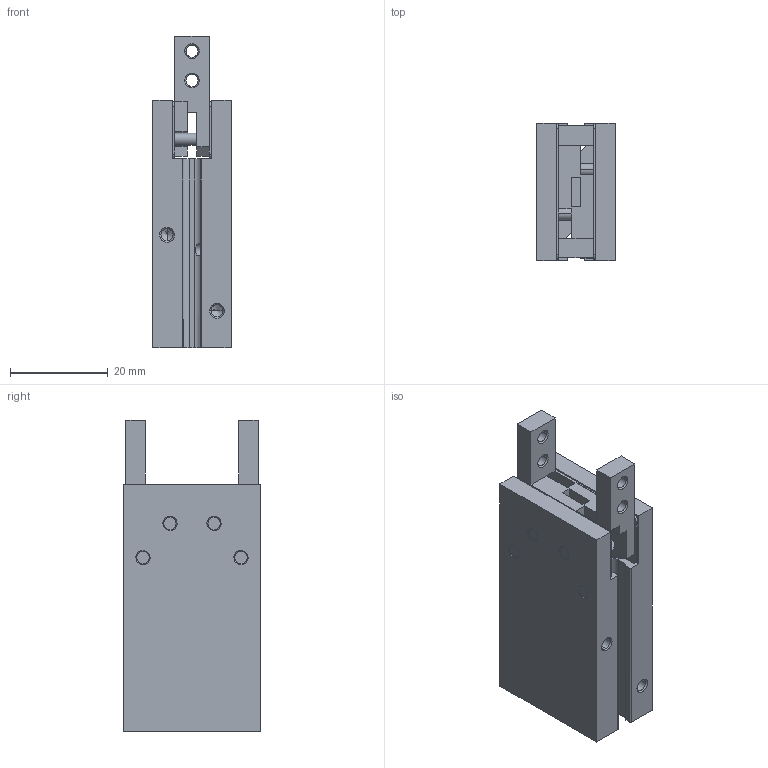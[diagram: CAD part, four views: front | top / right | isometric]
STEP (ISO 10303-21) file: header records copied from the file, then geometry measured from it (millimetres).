
FILE_DESCRIPTION(('CATIA V5 STEP Exchange'),'2;1');
FILE_NAME('GPB_12_T03_1357550_TUENKERS.stp','2020-08-19T11:53:45+00:00',('none'),('none'),'CATIA Version 5 Release 19 SP 9 (IN-10)','CATIA V5 STEP AP214','none');
FILE_SCHEMA(('AUTOMOTIVE_DESIGN { 1 0 10303 214 1 1 1 1 }'));
Length unit declared in the file: millimetre
Products named in the file (1): GPB_12_T03_1357550_TUENKERS
Bounding box: 16 x 28 x 63.5 mm (x, y, z)
Volume: 19723.3 mm3; surface area: 8352.1 mm2
Topology: 1 solids, 1 shells, 212 faces, 616 edges, 404 vertices
Faces by surface type: plane 82, cylinder 68, cone 62
Entity records: 7653 total; most frequent: CARTESIAN_POINT 2073, ORIENTED_EDGE 1208, DIRECTION 945, EDGE_CURVE 604, VERTEX_POINT 404, AXIS2_PLACEMENT_3D 400, VECTOR 336, LINE 336
